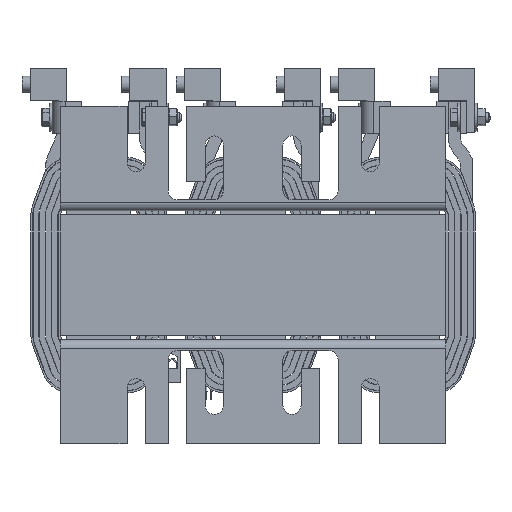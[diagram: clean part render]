
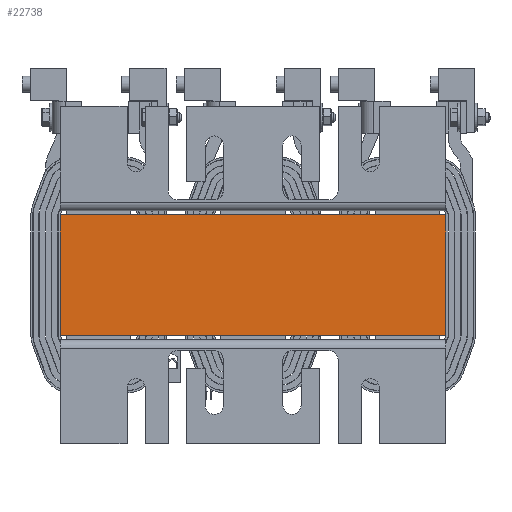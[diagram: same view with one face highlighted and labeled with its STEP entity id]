
A CAD part, front view. The second image highlights one B-rep face of the part: STEP entity #22738.
In plain terms, the highlighted planar face has unit normal (0, -1, 0).
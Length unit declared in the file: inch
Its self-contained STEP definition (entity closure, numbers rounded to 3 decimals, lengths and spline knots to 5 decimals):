
#1345=PLANE('',#24688);
#2128=FACE_OUTER_BOUND('',#3392,.T.);
#3392=EDGE_LOOP('',(#15918,#15919,#15920,#15921));
#4830=LINE('',#32562,#7219);
#4832=LINE('',#32567,#7221);
#4834=LINE('',#32571,#7223);
#4835=LINE('',#32572,#7224);
#7219=VECTOR('',#26632,0.3937);
#7221=VECTOR('',#26636,0.3937);
#7223=VECTOR('',#26640,0.3937);
#7224=VECTOR('',#26641,0.3937);
#10144=VERTEX_POINT('',#32556);
#10146=VERTEX_POINT('',#32560);
#10148=VERTEX_POINT('',#32565);
#10149=VERTEX_POINT('',#32570);
#12414=EDGE_CURVE('',#10144,#10146,#4830,.T.);
#12416=EDGE_CURVE('',#10148,#10146,#4832,.T.);
#12418=EDGE_CURVE('',#10148,#10149,#4834,.T.);
#12419=EDGE_CURVE('',#10149,#10144,#4835,.T.);
#15918=ORIENTED_EDGE('',*,*,#12418,.T.);
#15919=ORIENTED_EDGE('',*,*,#12419,.T.);
#15920=ORIENTED_EDGE('',*,*,#12414,.T.);
#15921=ORIENTED_EDGE('',*,*,#12416,.F.);
#22738=ADVANCED_FACE('',(#2128),#1345,.T.);
#24688=AXIS2_PLACEMENT_3D('',#32569,#26638,#26639);
#26632=DIRECTION('',(1.,0.,0.));
#26636=DIRECTION('',(0.,0.,-1.));
#26638=DIRECTION('center_axis',(0.,-1.,0.));
#26639=DIRECTION('ref_axis',(0.,0.,-1.));
#26640=DIRECTION('',(-1.,0.,0.));
#26641=DIRECTION('',(0.,0.,-1.));
#32556=CARTESIAN_POINT('',(0.00278,0.00278,-1.875));
#32560=CARTESIAN_POINT('',(12.00278,0.00278,-1.875));
#32562=CARTESIAN_POINT('',(12.00278,0.00278,-1.875));
#32565=CARTESIAN_POINT('',(12.00278,0.00278,1.875));
#32567=CARTESIAN_POINT('',(12.00278,0.00278,0.));
#32569=CARTESIAN_POINT('Origin',(12.00278,0.00278,0.));
#32570=CARTESIAN_POINT('',(0.00278,0.00278,1.875));
#32571=CARTESIAN_POINT('',(12.00278,0.00278,1.875));
#32572=CARTESIAN_POINT('',(0.00278,0.00278,0.));
